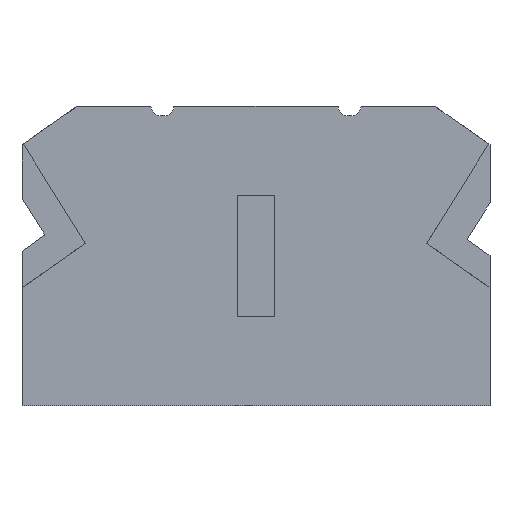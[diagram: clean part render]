
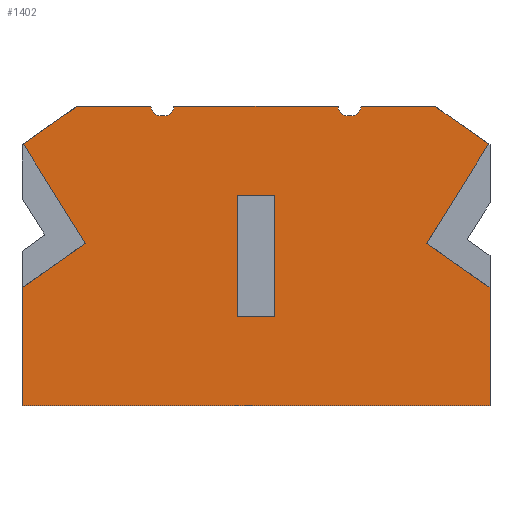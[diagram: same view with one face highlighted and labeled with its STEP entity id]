
A CAD part, left-side view. The second image highlights one B-rep face of the part: STEP entity #1402.
In plain terms, the highlighted planar face has unit normal (-1, 0, 0).
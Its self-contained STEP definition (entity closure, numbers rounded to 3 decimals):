
#1402=ADVANCED_FACE('',(#3963,#3964),#3965,.T.);
#2378=VERTEX_POINT('',#5124);
#2382=VERTEX_POINT('',#5128);
#2384=EDGE_CURVE('',#2382,#2378,#5130,.T.);
#2388=VERTEX_POINT('',#5134);
#2390=EDGE_CURVE('',#2388,#2382,#5136,.T.);
#2394=VERTEX_POINT('',#5140);
#2398=EDGE_CURVE('',#2394,#2388,#5144,.T.);
#2400=VERTEX_POINT('',#5146);
#2402=EDGE_CURVE('',#2400,#2378,#5148,.T.);
#2404=VERTEX_POINT('',#5150);
#2406=EDGE_CURVE('',#2400,#2404,#5152,.T.);
#2408=VERTEX_POINT('',#5154);
#2410=EDGE_CURVE('',#2404,#2408,#5156,.T.);
#2412=VERTEX_POINT('',#5158);
#2414=EDGE_CURVE('',#2408,#2412,#5160,.T.);
#2416=VERTEX_POINT('',#5162);
#2418=EDGE_CURVE('',#2416,#2412,#5164,.T.);
#2420=VERTEX_POINT('',#5166);
#2422=EDGE_CURVE('',#2420,#2416,#5168,.T.);
#2424=VERTEX_POINT('',#5170);
#2426=EDGE_CURVE('',#2424,#2420,#5172,.T.);
#2428=VERTEX_POINT('',#5174);
#2430=EDGE_CURVE('',#2428,#2424,#5176,.T.);
#2432=VERTEX_POINT('',#5178);
#2434=EDGE_CURVE('',#2432,#2428,#5180,.T.);
#2436=VERTEX_POINT('',#5182);
#2438=EDGE_CURVE('',#2436,#2432,#5184,.T.);
#2440=VERTEX_POINT('',#5186);
#2442=EDGE_CURVE('',#2440,#2436,#5188,.T.);
#2444=VERTEX_POINT('',#5190);
#2446=EDGE_CURVE('',#2444,#2440,#5192,.T.);
#2448=VERTEX_POINT('',#5194);
#2450=EDGE_CURVE('',#2448,#2444,#5196,.T.);
#2452=VERTEX_POINT('',#5198);
#2454=EDGE_CURVE('',#2452,#2448,#5200,.T.);
#2456=EDGE_CURVE('',#2394,#2452,#5202,.T.);
#2458=VERTEX_POINT('',#5204);
#2460=VERTEX_POINT('',#5206);
#2462=EDGE_CURVE('',#2458,#2460,#5208,.T.);
#2464=VERTEX_POINT('',#5210);
#2466=EDGE_CURVE('',#2460,#2464,#5212,.T.);
#2468=VERTEX_POINT('',#5214);
#2470=EDGE_CURVE('',#2464,#2468,#5216,.T.);
#2472=EDGE_CURVE('',#2468,#2458,#5218,.T.);
#3963=FACE_OUTER_BOUND('',#6691,.T.);
#3964=FACE_BOUND('',#6692,.T.);
#3965=PLANE('',#6693);
#5124=CARTESIAN_POINT('',(0.0,16.225,32.0));
#5128=CARTESIAN_POINT('',(0.0,15.225,31.0));
#5130=CIRCLE('',#8161,1.0);
#5134=CARTESIAN_POINT('',(0.0,14.775,31.0));
#5136=LINE('',#8170,#8171);
#5140=CARTESIAN_POINT('',(0.0,13.775,32.0));
#5144=CIRCLE('',#8184,1.0);
#5146=CARTESIAN_POINT('',(0.0,33.775,32.0));
#5148=LINE('',#8189,#8190);
#5150=CARTESIAN_POINT('',(0.0,34.775,31.0));
#5152=CIRCLE('',#8195,1.0);
#5154=CARTESIAN_POINT('',(0.0,35.225,31.0));
#5156=LINE('',#8200,#8201);
#5158=CARTESIAN_POINT('',(0.0,36.225,32.0));
#5160=CIRCLE('',#8206,1.0);
#5162=CARTESIAN_POINT('',(0.0,44.106,32.0));
#5164=LINE('',#8211,#8212);
#5166=CARTESIAN_POINT('',(0.0,49.858,27.973));
#5168=LINE('',#8217,#8218);
#5170=CARTESIAN_POINT('',(0.0,43.225,17.358));
#5172=LINE('',#8223,#8224);
#5174=CARTESIAN_POINT('',(0.0,50.0,12.614));
#5176=LINE('',#8229,#8230);
#5178=CARTESIAN_POINT('',(0.0,50.0,0.0));
#5180=LINE('',#8235,#8236);
#5182=CARTESIAN_POINT('',(0.0,0.0,0.0));
#5184=LINE('',#8241,#8242);
#5186=CARTESIAN_POINT('',(0.0,0.0,12.614));
#5188=LINE('',#8247,#8248);
#5190=CARTESIAN_POINT('',(0.0,6.775,17.358));
#5192=LINE('',#8253,#8254);
#5194=CARTESIAN_POINT('',(0.0,0.142,27.973));
#5196=LINE('',#8259,#8260);
#5198=CARTESIAN_POINT('',(0.0,5.894,32.0));
#5200=LINE('',#8265,#8266);
#5202=LINE('',#8269,#8270);
#5204=CARTESIAN_POINT('',(0.0,23.0,22.5));
#5206=CARTESIAN_POINT('',(0.0,23.0,9.5));
#5208=LINE('',#8277,#8278);
#5210=CARTESIAN_POINT('',(0.0,27.0,9.5));
#5212=LINE('',#8283,#8284);
#5214=CARTESIAN_POINT('',(0.0,27.0,22.5));
#5216=LINE('',#8289,#8290);
#5218=LINE('',#8293,#8294);
#6691=EDGE_LOOP('',(#10816,#10817,#10818,#10819,#10820,#10821,#10822,#10823,#10824,#10825,#10826,#10827,#10828,#10829,#10830,#10831,#10832,#10833));
#6692=EDGE_LOOP('',(#10834,#10835,#10836,#10837));
#6693=AXIS2_PLACEMENT_3D('',#10838,#10839,#10840);
#8161=AXIS2_PLACEMENT_3D('',#12720,#12721,#12722);
#8170=CARTESIAN_POINT('',(0.0,20.112,31.0));
#8171=VECTOR('',#12724,1.0);
#8184=AXIS2_PLACEMENT_3D('',#12727,#12728,#12729);
#8189=CARTESIAN_POINT('',(0.0,44.106,32.0));
#8190=VECTOR('',#12730,1.0);
#8195=AXIS2_PLACEMENT_3D('',#12731,#12732,#12733);
#8200=CARTESIAN_POINT('',(0.0,30.112,31.0));
#8201=VECTOR('',#12734,1.0);
#8206=AXIS2_PLACEMENT_3D('',#12735,#12736,#12737);
#8211=CARTESIAN_POINT('',(0.0,44.106,32.0));
#8212=VECTOR('',#12738,1.0);
#8217=CARTESIAN_POINT('',(0.0,49.858,27.973));
#8218=VECTOR('',#12739,1.);
#8223=CARTESIAN_POINT('',(0.0,43.225,17.358));
#8224=VECTOR('',#12740,1.);
#8229=CARTESIAN_POINT('',(0.0,50.0,12.614));
#8230=VECTOR('',#12741,1.0);
#8235=CARTESIAN_POINT('',(0.0,50.0,0.0));
#8236=VECTOR('',#12742,1.0);
#8241=CARTESIAN_POINT('',(0.0,0.0,0.0));
#8242=VECTOR('',#12743,1.0);
#8247=CARTESIAN_POINT('',(0.0,0.0,12.614));
#8248=VECTOR('',#12744,1.0);
#8253=CARTESIAN_POINT('',(0.0,6.775,17.358));
#8254=VECTOR('',#12745,1.0);
#8259=CARTESIAN_POINT('',(0.0,0.142,27.973));
#8260=VECTOR('',#12746,1.0);
#8265=CARTESIAN_POINT('',(0.0,5.894,32.0));
#8266=VECTOR('',#12747,1.0);
#8269=CARTESIAN_POINT('',(0.0,44.106,32.0));
#8270=VECTOR('',#12748,1.0);
#8277=CARTESIAN_POINT('',(0.0,23.0,15.744));
#8278=VECTOR('',#12749,1.0);
#8283=CARTESIAN_POINT('',(0.0,25.,9.5));
#8284=VECTOR('',#12750,1.0);
#8289=CARTESIAN_POINT('',(0.0,27.0,15.744));
#8290=VECTOR('',#12751,1.0);
#8293=CARTESIAN_POINT('',(0.0,25.,22.5));
#8294=VECTOR('',#12752,1.0);
#10816=ORIENTED_EDGE('',*,*,#2398,.T.);
#10817=ORIENTED_EDGE('',*,*,#2390,.T.);
#10818=ORIENTED_EDGE('',*,*,#2384,.T.);
#10819=ORIENTED_EDGE('',*,*,#2402,.F.);
#10820=ORIENTED_EDGE('',*,*,#2406,.T.);
#10821=ORIENTED_EDGE('',*,*,#2410,.T.);
#10822=ORIENTED_EDGE('',*,*,#2414,.T.);
#10823=ORIENTED_EDGE('',*,*,#2418,.F.);
#10824=ORIENTED_EDGE('',*,*,#2422,.F.);
#10825=ORIENTED_EDGE('',*,*,#2426,.F.);
#10826=ORIENTED_EDGE('',*,*,#2430,.F.);
#10827=ORIENTED_EDGE('',*,*,#2434,.F.);
#10828=ORIENTED_EDGE('',*,*,#2438,.F.);
#10829=ORIENTED_EDGE('',*,*,#2442,.F.);
#10830=ORIENTED_EDGE('',*,*,#2446,.F.);
#10831=ORIENTED_EDGE('',*,*,#2450,.F.);
#10832=ORIENTED_EDGE('',*,*,#2454,.F.);
#10833=ORIENTED_EDGE('',*,*,#2456,.F.);
#10834=ORIENTED_EDGE('',*,*,#2462,.T.);
#10835=ORIENTED_EDGE('',*,*,#2466,.T.);
#10836=ORIENTED_EDGE('',*,*,#2470,.T.);
#10837=ORIENTED_EDGE('',*,*,#2472,.T.);
#10838=CARTESIAN_POINT('',(0.0,25.,15.487));
#10839=DIRECTION('',(-1.0,0.0,0.0));
#10840=DIRECTION('',(0.0,1.0,0.0));
#12720=CARTESIAN_POINT('',(0.0,15.225,32.0));
#12721=DIRECTION('',(1.0,0.0,0.0));
#12722=DIRECTION('',(0.0,0.,-1.0));
#12724=DIRECTION('',(0.0,1.0,0.0));
#12727=CARTESIAN_POINT('',(0.0,14.775,32.0));
#12728=DIRECTION('',(1.0,0.0,-0.0));
#12729=DIRECTION('',(0.0,0.,1.0));
#12730=DIRECTION('',(0.0,-1.0,0.0));
#12731=CARTESIAN_POINT('',(0.0,34.775,32.0));
#12732=DIRECTION('',(1.0,0.0,-0.0));
#12733=DIRECTION('',(0.0,0.,1.0));
#12734=DIRECTION('',(0.0,1.0,0.0));
#12735=CARTESIAN_POINT('',(0.0,35.225,32.0));
#12736=DIRECTION('',(1.0,0.0,0.0));
#12737=DIRECTION('',(0.0,0.,-1.0));
#12738=DIRECTION('',(0.0,-1.0,0.0));
#12739=DIRECTION('',(0.0,-0.819,0.574));
#12740=DIRECTION('',(0.0,0.53,0.848));
#12741=DIRECTION('',(0.0,-0.819,0.574));
#12742=DIRECTION('',(0.0,0.0,1.0));
#12743=DIRECTION('',(0.0,1.0,0.0));
#12744=DIRECTION('',(0.0,0.0,-1.0));
#12745=DIRECTION('',(0.0,-0.819,-0.574));
#12746=DIRECTION('',(0.0,0.53,-0.848));
#12747=DIRECTION('',(0.0,-0.819,-0.574));
#12748=DIRECTION('',(0.0,-1.0,0.0));
#12749=DIRECTION('',(0.0,0.0,-1.0));
#12750=DIRECTION('',(0.0,1.0,0.0));
#12751=DIRECTION('',(0.0,0.0,1.0));
#12752=DIRECTION('',(0.0,-1.0,0.0));
